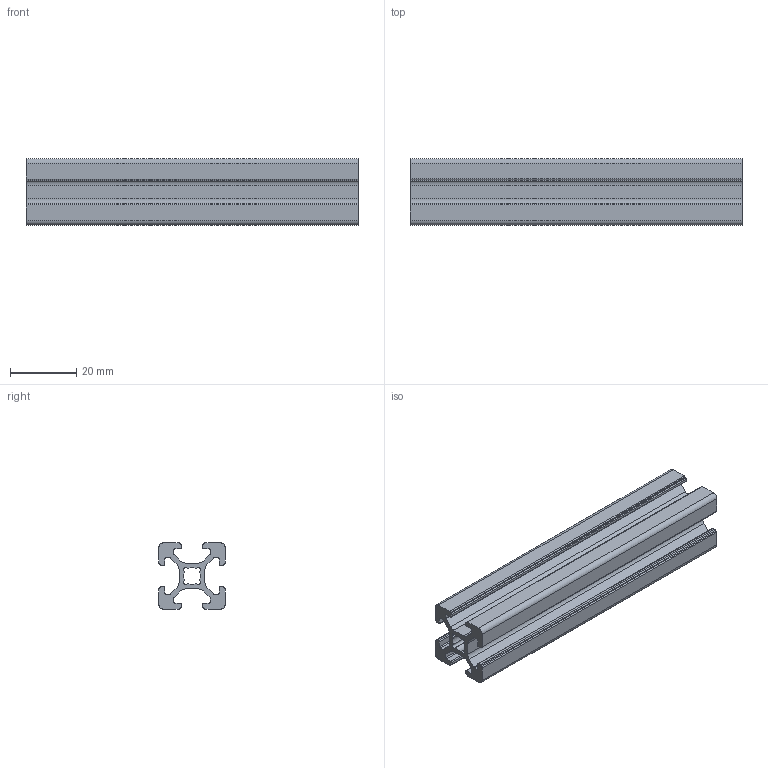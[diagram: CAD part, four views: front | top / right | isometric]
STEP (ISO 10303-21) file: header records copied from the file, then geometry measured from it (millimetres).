
FILE_DESCRIPTION(/* description */ (''),/* implementation_level */ '2;1');
FILE_NAME(/* name */ 'LCF6-2020-100.step',/* time_stamp */ '2024-08-29T19:30:12+08:00',/* author */ (''),/* organization */ (''),/* preprocessor_version */ 'ST-DEVELOPER v20',/* originating_system */ 'Autodesk Translation Framework v13.14.0.145',/* authorisation */ '');
FILE_SCHEMA (('AUTOMOTIVE_DESIGN { 1 0 10303 214 3 1 1 }'));
Length unit declared in the file: millimetre
Products named in the file (1): LCF6-2020-100.0_214
Bounding box: 100 x 20 x 20 mm (x, y, z)
Volume: 16762.3 mm3; surface area: 17169.6 mm2
Topology: 1 solids, 1 shells, 127 faces, 375 edges, 250 vertices
Faces by surface type: plane 66, cylinder 61
Entity records: 4315 total; most frequent: DIRECTION 753, CARTESIAN_POINT 753, ORIENTED_EDGE 750, EDGE_CURVE 375, LINE 253, VECTOR 253, VERTEX_POINT 250, AXIS2_PLACEMENT_3D 250
